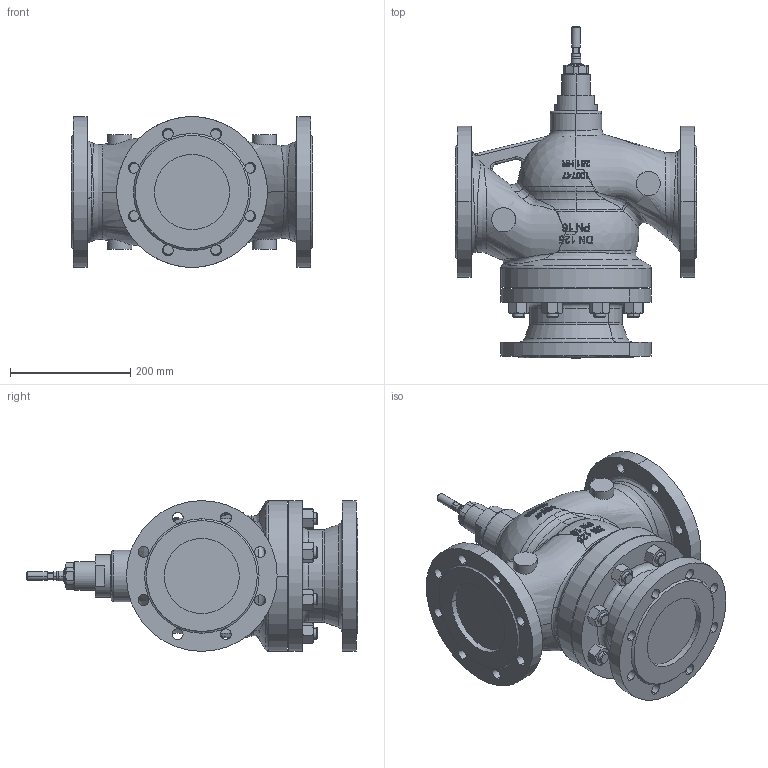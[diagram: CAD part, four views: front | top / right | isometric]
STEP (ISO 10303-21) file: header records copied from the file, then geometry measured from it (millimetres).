
FILE_DESCRIPTION (( 'STEP AP214' ), '1' );
FILE_NAME ('BR316 DN125 XXX for MC_STEP (Defeature).STEP', '2015-02-09T16:08:14', ( 'cwilling' ), ( '' ), 'SwSTEP 2.0', 'SolidWorks 2011', '' );
FILE_SCHEMA (( 'AUTOMOTIVE_DESIGN' ));
Length unit declared in the file: millimetre
Products named in the file (1): BR316 DN125 XXX for MC_STEP (Defeature)
Bounding box: 401.2 x 552.15 x 250.75 mm (x, y, z)
Volume: 17589386.7 mm3; surface area: 752921.4 mm2
Topology: 1 solids, 1 shells, 1060 faces, 2852 edges, 1844 vertices
Faces by surface type: bspline 314, plane 237, torus 175, cylinder 153, cone 146, sphere 35
Entity records: 212554 total; most frequent: CARTESIAN_POINT 185120, ORIENTED_EDGE 5676, DIRECTION 3921, EDGE_CURVE 2838, VERTEX_POINT 1838, AXIS2_PLACEMENT_3D 1698, B_SPLINE_CURVE_WITH_KNOTS 1362, EDGE_LOOP 1180
